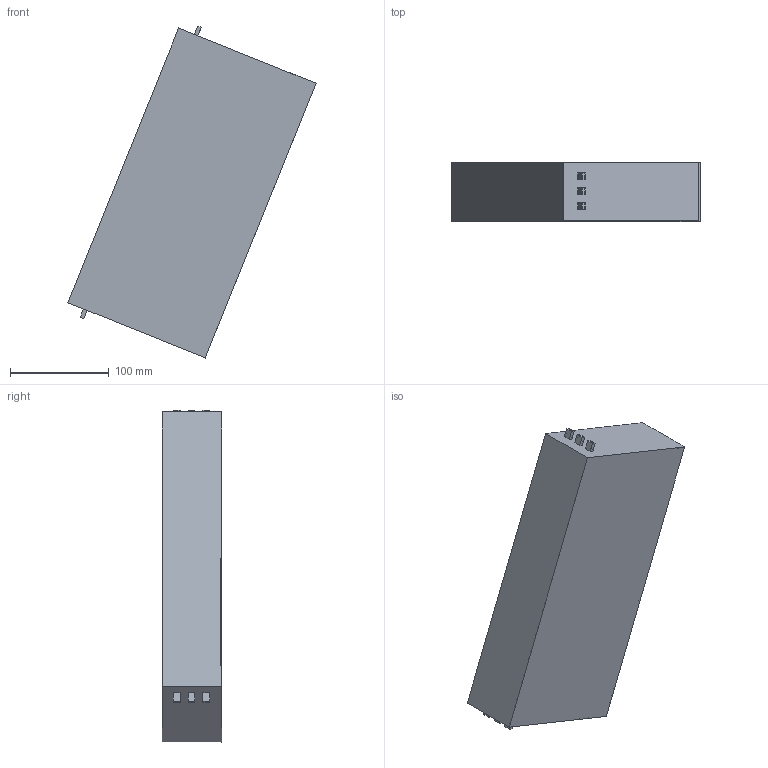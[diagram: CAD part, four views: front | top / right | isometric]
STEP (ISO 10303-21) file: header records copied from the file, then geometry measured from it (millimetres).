
FILE_DESCRIPTION(/* description */ (''),/* implementation_level */ '2;1');
FILE_NAME(/* name */ 'Filter.stp',/* time_stamp */ '2016-04-04T18:40:23+02:00',/* author */ ('rperschtbacher'),/* organization */ (''),/* preprocessor_version */ 'ST-DEVELOPER v16.1',/* originating_system */ 'Autodesk Inventor 2016',/* authorisation */ '');
FILE_SCHEMA (('AUTOMOTIVE_DESIGN { 1 0 10303 214 3 1 1 }'));
Length unit declared in the file: millimetre
Products named in the file (12): Platine; Widerstand; Kondensator; Platine bestückt; Gehäuse; Ringkern Filter; Mantel Filter; Windungen Filter links; Spule links; Windungen Filter rechts; Spule rechts; Filter
Assembly tree (29 placements, depth 3):
  Filter
    Platine bestückt
      Platine
      Widerstand  x4
      Kondensator  x10
    Gehäuse
    Spule links
      Ringkern Filter
      Mantel Filter
      Windungen Filter links  x3
    Spule rechts
      Mantel Filter
      Ringkern Filter
      Windungen Filter rechts  x3
Bounding box: 251.35 x 60.07 x 336.32 mm (x, y, z)
Volume: 282588 mm3; surface area: 383280.7 mm2
Topology: 85 solids, 93 shells, 1470 faces, 3904 edges, 2292 vertices
Faces by surface type: plane 668, cylinder 402, torus 248, bspline 128, cone 24
Full cylindrical faces by diameter (mm): 0.8 x24, 0.801 x16, 1 x80, 2 x248, 7 x6, 9 x8, 32.272 x2, 32.772 x4, 55.328 x4, 55.828 x2
Entity records: 20315 total; most frequent: CARTESIAN_POINT 6062, DIRECTION 2930, ORIENTED_EDGE 2510, EDGE_CURVE 1251, AXIS2_PLACEMENT_3D 1153, EDGE_LOOP 1001, VERTEX_POINT 916, FACE_OUTER_BOUND 626
